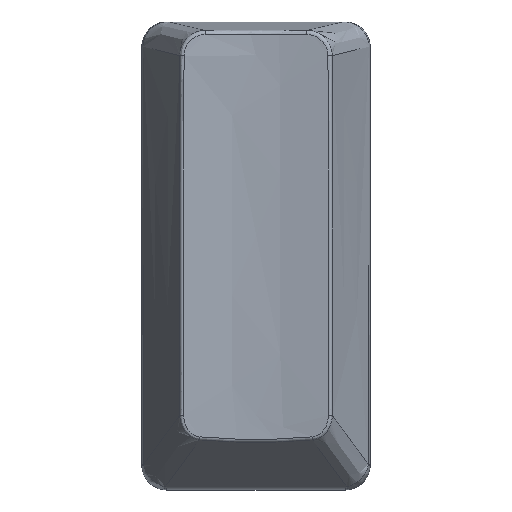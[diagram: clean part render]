
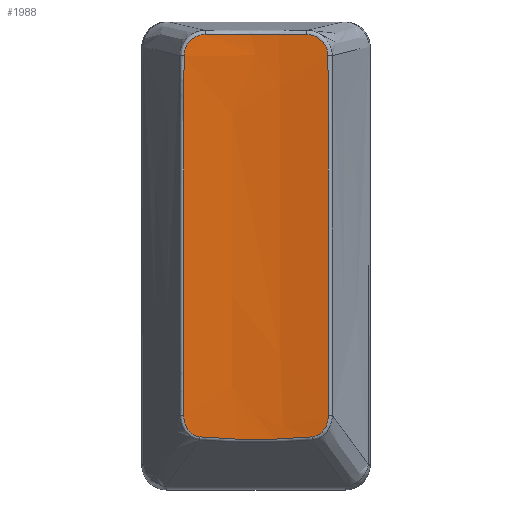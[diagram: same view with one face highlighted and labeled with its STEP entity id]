
A CAD part, top view. The second image highlights one B-rep face of the part: STEP entity #1988.
In plain terms, the highlighted free-form (B-spline) face has degree [1, 2] with [2, 3] control points.
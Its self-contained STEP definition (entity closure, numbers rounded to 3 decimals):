
#14=(
BOUNDED_SURFACE()
B_SPLINE_SURFACE(1,2,((#4872,#4873,#4874),(#4875,#4876,#4877)),
 .UNSPECIFIED.,.F.,.F.,.F.)
B_SPLINE_SURFACE_WITH_KNOTS((2,2),(3,3),(-0.952,0.023),
(-1.745,-1.397),.UNSPECIFIED.)
GEOMETRIC_REPRESENTATION_ITEM()
RATIONAL_B_SPLINE_SURFACE(((1.,0.985,1.),(1.,0.985,
1.)))
REPRESENTATION_ITEM('')
SURFACE()
);
#223=B_SPLINE_CURVE_WITH_KNOTS('',3,(#4556,#4557,#4558,#4559),
 .UNSPECIFIED.,.F.,.F.,(4,4),(0.,0.902),.UNSPECIFIED.);
#224=B_SPLINE_CURVE_WITH_KNOTS('',3,(#4592,#4593,#4594,#4595,#4596,#4597),
 .UNSPECIFIED.,.F.,.F.,(4,1,1,4),(0.,0.068,
0.136,0.238),.UNSPECIFIED.);
#225=B_SPLINE_CURVE_WITH_KNOTS('',3,(#4620,#4621,#4622,#4623),
 .UNSPECIFIED.,.F.,.F.,(4,4),(0.,2.865),
 .UNSPECIFIED.);
#227=B_SPLINE_CURVE_WITH_KNOTS('',3,(#4657,#4658,#4659,#4660,#4661),
 .UNSPECIFIED.,.F.,.F.,(4,1,4),(0.,0.115,
0.268),.UNSPECIFIED.);
#229=B_SPLINE_CURVE_WITH_KNOTS('',3,(#4689,#4690,#4691,#4692),
 .UNSPECIFIED.,.F.,.F.,(4,4),(0.,0.817),
 .UNSPECIFIED.);
#231=B_SPLINE_CURVE_WITH_KNOTS('',3,(#4726,#4727,#4728,#4729,#4730),
 .UNSPECIFIED.,.F.,.F.,(4,1,4),(0.,0.115,0.268),
 .UNSPECIFIED.);
#233=B_SPLINE_CURVE_WITH_KNOTS('',3,(#4758,#4759,#4760,#4761),
 .UNSPECIFIED.,.F.,.F.,(4,4),(0.,2.865),.UNSPECIFIED.);
#235=B_SPLINE_CURVE_WITH_KNOTS('',3,(#4798,#4799,#4800,#4801,#4802,#4803),
 .UNSPECIFIED.,.F.,.F.,(4,1,1,4),(0.,0.102,
0.17,0.238),.UNSPECIFIED.);
#571=FACE_OUTER_BOUND('',#696,.T.);
#696=EDGE_LOOP('',(#1768,#1769,#1770,#1771,#1772,#1773,#1774,#1775));
#915=VERTEX_POINT('',#4552);
#916=VERTEX_POINT('',#4554);
#917=VERTEX_POINT('',#4590);
#918=VERTEX_POINT('',#4618);
#919=VERTEX_POINT('',#4649);
#921=VERTEX_POINT('',#4682);
#923=VERTEX_POINT('',#4718);
#925=VERTEX_POINT('',#4751);
#1197=EDGE_CURVE('',#916,#915,#223,.T.);
#1199=EDGE_CURVE('',#915,#917,#224,.T.);
#1201=EDGE_CURVE('',#917,#918,#225,.T.);
#1204=EDGE_CURVE('',#918,#919,#227,.T.);
#1207=EDGE_CURVE('',#919,#921,#229,.T.);
#1210=EDGE_CURVE('',#921,#923,#231,.T.);
#1213=EDGE_CURVE('',#923,#925,#233,.T.);
#1215=EDGE_CURVE('',#925,#916,#235,.T.);
#1768=ORIENTED_EDGE('',*,*,#1197,.F.);
#1769=ORIENTED_EDGE('',*,*,#1215,.F.);
#1770=ORIENTED_EDGE('',*,*,#1213,.F.);
#1771=ORIENTED_EDGE('',*,*,#1210,.F.);
#1772=ORIENTED_EDGE('',*,*,#1207,.F.);
#1773=ORIENTED_EDGE('',*,*,#1204,.F.);
#1774=ORIENTED_EDGE('',*,*,#1201,.F.);
#1775=ORIENTED_EDGE('',*,*,#1199,.F.);
#1988=ADVANCED_FACE('',(#571),#14,.T.);
#4552=CARTESIAN_POINT('',(-4.448,-14.396,6.339));
#4554=CARTESIAN_POINT('',(4.448,-14.396,6.339));
#4556=CARTESIAN_POINT('Ctrl Pts',(4.448,-14.396,6.339));
#4557=CARTESIAN_POINT('Ctrl Pts',(1.51,-14.663,5.926));
#4558=CARTESIAN_POINT('Ctrl Pts',(-1.51,-14.663,5.926));
#4559=CARTESIAN_POINT('Ctrl Pts',(-4.448,-14.396,6.339));
#4590=CARTESIAN_POINT('',(-5.746,-12.697,6.637));
#4592=CARTESIAN_POINT('Ctrl Pts',(-4.448,-14.396,6.339));
#4593=CARTESIAN_POINT('Ctrl Pts',(-4.67,-14.376,6.371));
#4594=CARTESIAN_POINT('Ctrl Pts',(-5.103,-14.22,6.443));
#4595=CARTESIAN_POINT('Ctrl Pts',(-5.626,-13.608,6.564));
#4596=CARTESIAN_POINT('Ctrl Pts',(-5.746,-13.036,6.618));
#4597=CARTESIAN_POINT('Ctrl Pts',(-5.746,-12.697,6.637));
#4618=CARTESIAN_POINT('',(-5.724,15.907,8.234));
#4620=CARTESIAN_POINT('Ctrl Pts',(-5.746,-12.697,6.637));
#4621=CARTESIAN_POINT('Ctrl Pts',(-5.737,-3.162,7.169));
#4622=CARTESIAN_POINT('Ctrl Pts',(-5.73,6.372,7.701));
#4623=CARTESIAN_POINT('Ctrl Pts',(-5.724,15.907,8.234));
#4649=CARTESIAN_POINT('',(-4.039,17.607,8.078));
#4657=CARTESIAN_POINT('Ctrl Pts',(-5.724,15.907,8.234));
#4658=CARTESIAN_POINT('Ctrl Pts',(-5.724,16.289,8.255));
#4659=CARTESIAN_POINT('Ctrl Pts',(-5.41,17.183,8.248));
#4660=CARTESIAN_POINT('Ctrl Pts',(-4.54,17.602,8.139));
#4661=CARTESIAN_POINT('Ctrl Pts',(-4.039,17.607,8.078));
#4682=CARTESIAN_POINT('',(4.039,17.607,8.078));
#4689=CARTESIAN_POINT('Ctrl Pts',(-4.039,17.607,8.078));
#4690=CARTESIAN_POINT('Ctrl Pts',(-1.36,17.636,7.75));
#4691=CARTESIAN_POINT('Ctrl Pts',(1.36,17.636,7.75));
#4692=CARTESIAN_POINT('Ctrl Pts',(4.039,17.607,8.078));
#4718=CARTESIAN_POINT('',(5.724,15.907,8.234));
#4726=CARTESIAN_POINT('Ctrl Pts',(4.039,17.607,8.078));
#4727=CARTESIAN_POINT('Ctrl Pts',(4.415,17.603,8.124));
#4728=CARTESIAN_POINT('Ctrl Pts',(5.295,17.298,8.233));
#4729=CARTESIAN_POINT('Ctrl Pts',(5.724,16.416,8.263));
#4730=CARTESIAN_POINT('Ctrl Pts',(5.724,15.907,8.234));
#4751=CARTESIAN_POINT('',(5.746,-12.697,6.637));
#4758=CARTESIAN_POINT('Ctrl Pts',(5.724,15.907,8.234));
#4759=CARTESIAN_POINT('Ctrl Pts',(5.73,6.372,7.701));
#4760=CARTESIAN_POINT('Ctrl Pts',(5.737,-3.162,7.169));
#4761=CARTESIAN_POINT('Ctrl Pts',(5.746,-12.697,6.637));
#4798=CARTESIAN_POINT('Ctrl Pts',(5.746,-12.697,6.637));
#4799=CARTESIAN_POINT('Ctrl Pts',(5.746,-13.036,6.618));
#4800=CARTESIAN_POINT('Ctrl Pts',(5.626,-13.608,6.564));
#4801=CARTESIAN_POINT('Ctrl Pts',(5.103,-14.22,6.443));
#4802=CARTESIAN_POINT('Ctrl Pts',(4.67,-14.376,6.371));
#4803=CARTESIAN_POINT('Ctrl Pts',(4.448,-14.396,6.339));
#4872=CARTESIAN_POINT('Ctrl Pts',(5.746,-14.63,6.528));
#4873=CARTESIAN_POINT('Ctrl Pts',(0.,-14.574,
5.519));
#4874=CARTESIAN_POINT('Ctrl Pts',(-5.746,-14.63,6.528));
#4875=CARTESIAN_POINT('Ctrl Pts',(5.746,17.603,8.333));
#4876=CARTESIAN_POINT('Ctrl Pts',(0.,17.66,
7.323));
#4877=CARTESIAN_POINT('Ctrl Pts',(-5.746,17.603,8.333));
